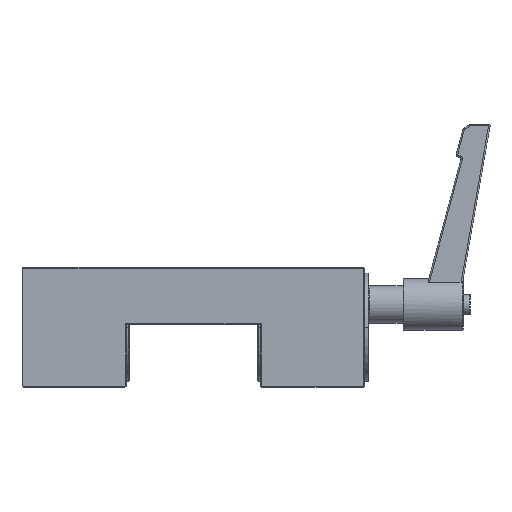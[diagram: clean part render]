
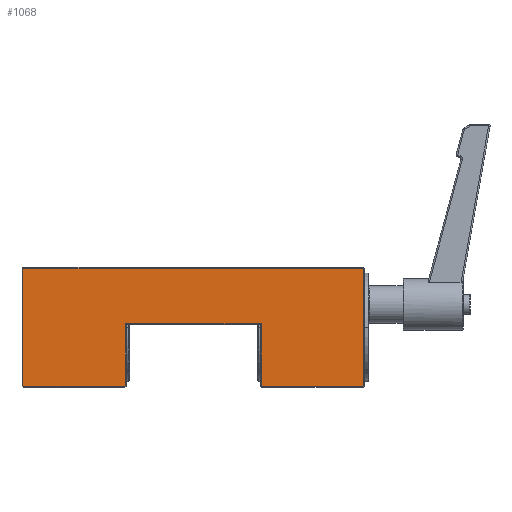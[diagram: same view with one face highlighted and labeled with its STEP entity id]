
A CAD part, top view. The second image highlights one B-rep face of the part: STEP entity #1068.
In plain terms, the highlighted planar face has unit normal (0, 0, 1).
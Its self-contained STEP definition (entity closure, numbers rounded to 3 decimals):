
#11 = DIRECTION ( 'NONE',  ( 0., 1., 0. ) ) ;
#139 = LINE ( 'NONE', #3057, #1688 ) ;
#178 = VERTEX_POINT ( 'NONE', #332 ) ;
#191 = LINE ( 'NONE', #1288, #507 ) ;
#264 = EDGE_CURVE ( 'NONE', #612, #3943, #3615, .T. ) ;
#297 = CARTESIAN_POINT ( 'NONE',  ( -60., -0.3, 22. ) ) ;
#309 = EDGE_CURVE ( 'NONE', #4377, #502, #4855, .T. ) ;
#332 = CARTESIAN_POINT ( 'NONE',  ( 59.376, -41.7, 22. ) ) ;
#370 = VECTOR ( 'NONE', #3305, 1000. ) ;
#462 = DIRECTION ( 'NONE',  ( 0., 1., 0. ) ) ;
#502 = VERTEX_POINT ( 'NONE', #1092 ) ;
#507 = VECTOR ( 'NONE', #4030, 1000. ) ;
#612 = VERTEX_POINT ( 'NONE', #3322 ) ;
#623 = CARTESIAN_POINT ( 'NONE',  ( 23.8, -41.376, 22. ) ) ;
#643 = VERTEX_POINT ( 'NONE', #2878 ) ;
#664 = VECTOR ( 'NONE', #4075, 1000. ) ;
#869 = CARTESIAN_POINT ( 'NONE',  ( 0., -41.7, 22. ) ) ;
#909 = VECTOR ( 'NONE', #2398, 1000. ) ;
#994 = LINE ( 'NONE', #2408, #4067 ) ;
#1017 = ORIENTED_EDGE ( 'NONE', *, *, #1758, .T. ) ;
#1018 = EDGE_CURVE ( 'NONE', #178, #643, #191, .T. ) ;
#1068 = ADVANCED_FACE ( 'NONE', ( #2987 ), #2571, .T. ) ;
#1092 = CARTESIAN_POINT ( 'NONE',  ( -59.376, -41.7, 22. ) ) ;
#1153 = VECTOR ( 'NONE', #1205, 1000. ) ;
#1182 = DIRECTION ( 'NONE',  ( 0.707, -0.707, 0. ) ) ;
#1186 = VERTEX_POINT ( 'NONE', #1406 ) ;
#1205 = DIRECTION ( 'NONE',  ( 0.707, 0.707, 0. ) ) ;
#1258 = CARTESIAN_POINT ( 'NONE',  ( -59.7, -41.376, 22. ) ) ;
#1288 = CARTESIAN_POINT ( 'NONE',  ( 50.538, -50.538, 22. ) ) ;
#1358 = LINE ( 'NONE', #1831, #2686 ) ;
#1406 = CARTESIAN_POINT ( 'NONE',  ( 59.7, -0.3, 22. ) ) ;
#1496 = VERTEX_POINT ( 'NONE', #623 ) ;
#1497 = CARTESIAN_POINT ( 'NONE',  ( 23.8, -19.7, 22. ) ) ;
#1634 = EDGE_CURVE ( 'NONE', #1990, #612, #2564, .T. ) ;
#1688 = VECTOR ( 'NONE', #462, 1000. ) ;
#1752 = CARTESIAN_POINT ( 'NONE',  ( -50.538, -50.538, 22. ) ) ;
#1758 = EDGE_CURVE ( 'NONE', #643, #1186, #139, .T. ) ;
#1764 = VECTOR ( 'NONE', #1182, 1000. ) ;
#1795 = CARTESIAN_POINT ( 'NONE',  ( 24.124, -41.7, 22. ) ) ;
#1831 = CARTESIAN_POINT ( 'NONE',  ( -59.7, -41.5, 22. ) ) ;
#1848 = CARTESIAN_POINT ( 'NONE',  ( -8.788, -8.788, 22. ) ) ;
#1990 = VERTEX_POINT ( 'NONE', #2484 ) ;
#2055 = VERTEX_POINT ( 'NONE', #1795 ) ;
#2090 = ORIENTED_EDGE ( 'NONE', *, *, #2471, .T. ) ;
#2203 = ORIENTED_EDGE ( 'NONE', *, *, #4435, .T. ) ;
#2217 = CARTESIAN_POINT ( 'NONE',  ( 0., 0., 22. ) ) ;
#2235 = LINE ( 'NONE', #1848, #1764 ) ;
#2299 = ORIENTED_EDGE ( 'NONE', *, *, #264, .T. ) ;
#2344 = ORIENTED_EDGE ( 'NONE', *, *, #309, .T. ) ;
#2398 = DIRECTION ( 'NONE',  ( 1., 0., 0. ) ) ;
#2408 = CARTESIAN_POINT ( 'NONE',  ( -24., -41.7, 22. ) ) ;
#2412 = AXIS2_PLACEMENT_3D ( 'NONE', #2217, #2627, #3344 ) ;
#2471 = EDGE_CURVE ( 'NONE', #502, #3470, #994, .T. ) ;
#2484 = CARTESIAN_POINT ( 'NONE',  ( -23.8, -41.376, 22. ) ) ;
#2557 = ORIENTED_EDGE ( 'NONE', *, *, #1634, .T. ) ;
#2564 = LINE ( 'NONE', #4550, #3910 ) ;
#2571 = PLANE ( 'NONE',  #2412 ) ;
#2627 = DIRECTION ( 'NONE',  ( 0., 0., 1. ) ) ;
#2686 = VECTOR ( 'NONE', #3395, 1000. ) ;
#2878 = CARTESIAN_POINT ( 'NONE',  ( 59.7, -41.376, 22. ) ) ;
#2939 = DIRECTION ( 'NONE',  ( 1., 0., 0. ) ) ;
#2987 = FACE_OUTER_BOUND ( 'NONE', #4904, .T. ) ;
#3057 = CARTESIAN_POINT ( 'NONE',  ( 59.7, 0., 22. ) ) ;
#3075 = VECTOR ( 'NONE', #3759, 1000. ) ;
#3145 = CARTESIAN_POINT ( 'NONE',  ( -59.7, -0.3, 22. ) ) ;
#3157 = VECTOR ( 'NONE', #4195, 1000. ) ;
#3191 = ORIENTED_EDGE ( 'NONE', *, *, #4831, .T. ) ;
#3305 = DIRECTION ( 'NONE',  ( 0., -1., 0. ) ) ;
#3322 = CARTESIAN_POINT ( 'NONE',  ( -23.8, -19.7, 22. ) ) ;
#3344 = DIRECTION ( 'NONE',  ( 1., 0., 0. ) ) ;
#3377 = CARTESIAN_POINT ( 'NONE',  ( -24.124, -41.7, 22. ) ) ;
#3395 = DIRECTION ( 'NONE',  ( 0., -1., 0. ) ) ;
#3399 = EDGE_CURVE ( 'NONE', #1186, #3990, #4578, .T. ) ;
#3432 = ORIENTED_EDGE ( 'NONE', *, *, #3399, .T. ) ;
#3470 = VERTEX_POINT ( 'NONE', #3377 ) ;
#3480 = ORIENTED_EDGE ( 'NONE', *, *, #3529, .T. ) ;
#3529 = EDGE_CURVE ( 'NONE', #1496, #2055, #2235, .T. ) ;
#3593 = CARTESIAN_POINT ( 'NONE',  ( 23.5, -19.7, 22. ) ) ;
#3615 = LINE ( 'NONE', #3593, #664 ) ;
#3759 = DIRECTION ( 'NONE',  ( 0.707, -0.707, 0. ) ) ;
#3910 = VECTOR ( 'NONE', #11, 1000. ) ;
#3920 = CARTESIAN_POINT ( 'NONE',  ( 8.788, -8.788, 22. ) ) ;
#3943 = VERTEX_POINT ( 'NONE', #1497 ) ;
#3990 = VERTEX_POINT ( 'NONE', #3145 ) ;
#4030 = DIRECTION ( 'NONE',  ( 0.707, 0.707, 0. ) ) ;
#4067 = VECTOR ( 'NONE', #2939, 1000. ) ;
#4075 = DIRECTION ( 'NONE',  ( 1., 0., 0. ) ) ;
#4121 = ORIENTED_EDGE ( 'NONE', *, *, #4312, .T. ) ;
#4195 = DIRECTION ( 'NONE',  ( -1., 0., 0. ) ) ;
#4312 = EDGE_CURVE ( 'NONE', #3990, #4377, #1358, .T. ) ;
#4333 = ORIENTED_EDGE ( 'NONE', *, *, #4442, .T. ) ;
#4369 = LINE ( 'NONE', #869, #909 ) ;
#4377 = VERTEX_POINT ( 'NONE', #1258 ) ;
#4435 = EDGE_CURVE ( 'NONE', #2055, #178, #4369, .T. ) ;
#4442 = EDGE_CURVE ( 'NONE', #3943, #1496, #4852, .T. ) ;
#4475 = CARTESIAN_POINT ( 'NONE',  ( 23.8, 0., 22. ) ) ;
#4550 = CARTESIAN_POINT ( 'NONE',  ( -23.8, -20., 22. ) ) ;
#4578 = LINE ( 'NONE', #297, #3157 ) ;
#4700 = LINE ( 'NONE', #3920, #1153 ) ;
#4815 = ORIENTED_EDGE ( 'NONE', *, *, #1018, .T. ) ;
#4831 = EDGE_CURVE ( 'NONE', #3470, #1990, #4700, .T. ) ;
#4852 = LINE ( 'NONE', #4475, #370 ) ;
#4855 = LINE ( 'NONE', #1752, #3075 ) ;
#4904 = EDGE_LOOP ( 'NONE', ( #4333, #3480, #2203, #4815, #1017, #3432, #4121, #2344, #2090, #3191, #2557, #2299 ) ) ;
